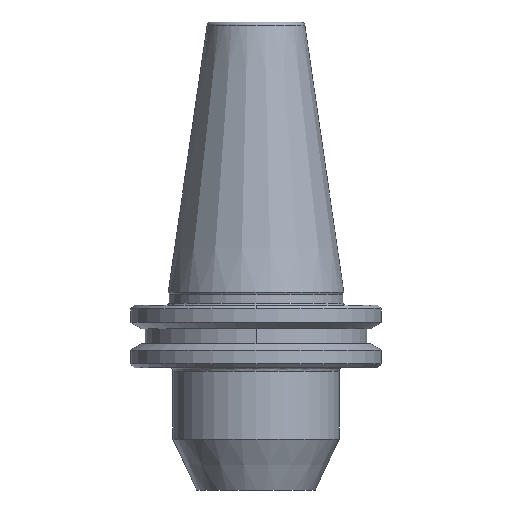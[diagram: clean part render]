
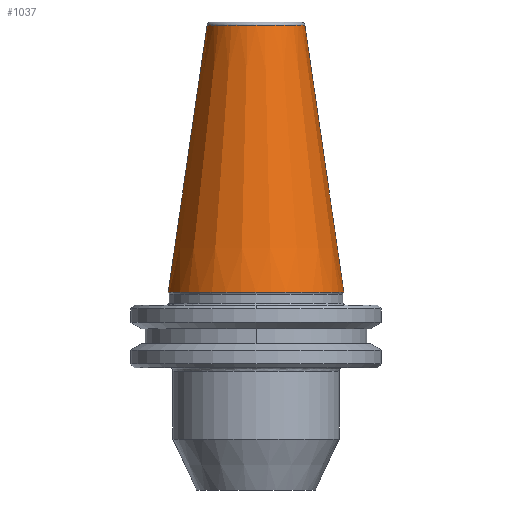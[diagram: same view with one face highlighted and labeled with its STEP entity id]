
A CAD part, front view. The second image highlights one B-rep face of the part: STEP entity #1037.
In plain terms, the highlighted conical face has half-angle 8.297 degrees and reference radius 22.225 mm.
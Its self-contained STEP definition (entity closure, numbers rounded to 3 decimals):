
#50 = CARTESIAN_POINT ( 'NONE',  ( 22.225, 0., 0. ) ) ;
#69 = DIRECTION ( 'NONE',  ( -1., 0., 0. ) ) ;
#101 = EDGE_CURVE ( 'NONE', #514, #919, #136, .T. ) ;
#124 = AXIS2_PLACEMENT_3D ( 'NONE', #624, #1346, #732 ) ;
#136 = LINE ( 'NONE', #995, #948 ) ;
#274 = ORIENTED_EDGE ( 'NONE', *, *, #985, .T. ) ;
#319 = CIRCLE ( 'NONE', #764, 12.375 ) ;
#396 = EDGE_CURVE ( 'NONE', #509, #919, #944, .T. ) ;
#426 = VECTOR ( 'NONE', #723, 1000. ) ;
#439 = FACE_OUTER_BOUND ( 'NONE', #1275, .T. ) ;
#509 = VERTEX_POINT ( 'NONE', #571 ) ;
#514 = VERTEX_POINT ( 'NONE', #1313 ) ;
#561 = ORIENTED_EDGE ( 'NONE', *, *, #924, .T. ) ;
#571 = CARTESIAN_POINT ( 'NONE',  ( -22.225, 0., 0. ) ) ;
#618 = CARTESIAN_POINT ( 'NONE',  ( -22.225, 0., 0. ) ) ;
#624 = CARTESIAN_POINT ( 'NONE',  ( 0., 0., 0. ) ) ;
#704 = DIRECTION ( 'NONE',  ( 0., 0., -1. ) ) ;
#723 = DIRECTION ( 'NONE',  ( -0.144, 0., -0.99 ) ) ;
#732 = DIRECTION ( 'NONE',  ( -1., 0., 0. ) ) ;
#764 = AXIS2_PLACEMENT_3D ( 'NONE', #1323, #704, #69 ) ;
#919 = VERTEX_POINT ( 'NONE', #50 ) ;
#924 = EDGE_CURVE ( 'NONE', #514, #1020, #319, .T. ) ;
#944 = CIRCLE ( 'NONE', #124, 22.225 ) ;
#948 = VECTOR ( 'NONE', #1029, 1000. ) ;
#985 = EDGE_CURVE ( 'NONE', #1020, #509, #1247, .T. ) ;
#995 = CARTESIAN_POINT ( 'NONE',  ( 22.225, 0., 0. ) ) ;
#1020 = VERTEX_POINT ( 'NONE', #1052 ) ;
#1029 = DIRECTION ( 'NONE',  ( 0.144, 0., -0.99 ) ) ;
#1037 = ADVANCED_FACE ( 'NONE', ( #439 ), #1077, .T. ) ;
#1050 = DIRECTION ( 'NONE',  ( -1., 0., 0. ) ) ;
#1052 = CARTESIAN_POINT ( 'NONE',  ( -12.375, 0., 67.544 ) ) ;
#1061 = ORIENTED_EDGE ( 'NONE', *, *, #101, .F. ) ;
#1077 = CONICAL_SURFACE ( 'NONE', #1126, 22.225, 0.145 ) ;
#1126 = AXIS2_PLACEMENT_3D ( 'NONE', #1347, #1258, #1050 ) ;
#1128 = ORIENTED_EDGE ( 'NONE', *, *, #396, .T. ) ;
#1247 = LINE ( 'NONE', #618, #426 ) ;
#1258 = DIRECTION ( 'NONE',  ( 0., 0., -1. ) ) ;
#1275 = EDGE_LOOP ( 'NONE', ( #1061, #561, #274, #1128 ) ) ;
#1313 = CARTESIAN_POINT ( 'NONE',  ( 12.375, 0., 67.544 ) ) ;
#1323 = CARTESIAN_POINT ( 'NONE',  ( 0., 0., 67.544 ) ) ;
#1346 = DIRECTION ( 'NONE',  ( 0., 0., 1. ) ) ;
#1347 = CARTESIAN_POINT ( 'NONE',  ( 0., 0., 0. ) ) ;
